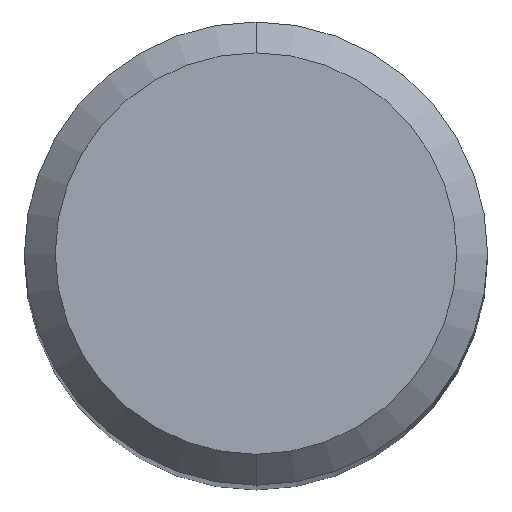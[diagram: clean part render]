
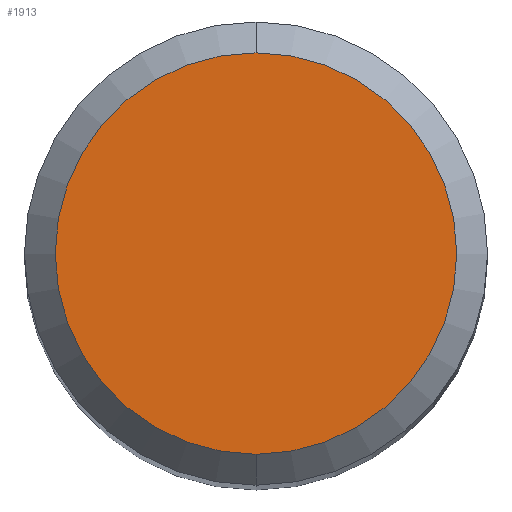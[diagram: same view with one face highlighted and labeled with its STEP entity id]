
A CAD part, top view. The second image highlights one B-rep face of the part: STEP entity #1913.
In plain terms, the highlighted planar face has unit normal (0, 0, 1).
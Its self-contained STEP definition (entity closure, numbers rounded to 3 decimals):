
#1127=VERTEX_POINT('',#2540);
#1423=EDGE_CURVE('',#1127,#1619,#2866,.T.);
#1579=EDGE_CURVE('',#1619,#1127,#3041,.T.);
#1619=VERTEX_POINT('',#3085);
#1913=ADVANCED_FACE('',(#3408),#3409,.T.);
#2540=CARTESIAN_POINT('',(0.,-2.6,0.0));
#2866=CIRCLE('',#11720,2.6);
#3041=CIRCLE('',#13215,2.6);
#3085=CARTESIAN_POINT('',(0.0,2.6,0.0));
#3408=FACE_OUTER_BOUND('',#18005,.T.);
#3409=PLANE('',#18006);
#11720=AXIS2_PLACEMENT_3D('',#20438,#20439,#20440);
#13215=AXIS2_PLACEMENT_3D('',#20668,#20669,#20670);
#18005=EDGE_LOOP('',(#21017,#21018));
#18006=AXIS2_PLACEMENT_3D('',#21019,#21020,#21021);
#20438=CARTESIAN_POINT('',(0.0,0.0,0.0));
#20439=DIRECTION('',(0.0,0.0,-1.0));
#20440=DIRECTION('',(0.0,1.0,0.0));
#20668=CARTESIAN_POINT('',(0.0,0.0,0.0));
#20669=DIRECTION('',(0.0,0.0,-1.0));
#20670=DIRECTION('',(0.0,1.0,0.0));
#21017=ORIENTED_EDGE('',*,*,#1579,.F.);
#21018=ORIENTED_EDGE('',*,*,#1423,.F.);
#21019=CARTESIAN_POINT('',(0.0,1.3,0.0));
#21020=DIRECTION('',(-0.0,0.0,1.0));
#21021=DIRECTION('',(0.0,-1.0,0.0));
